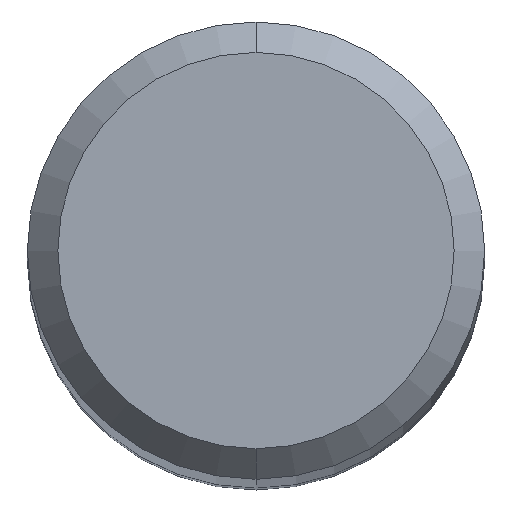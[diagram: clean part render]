
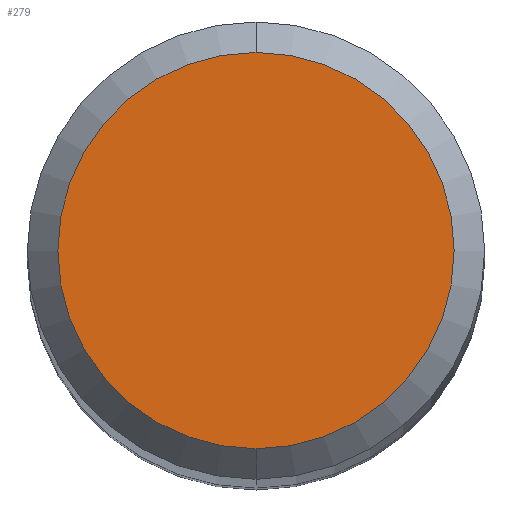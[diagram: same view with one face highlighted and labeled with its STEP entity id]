
A CAD part, top view. The second image highlights one B-rep face of the part: STEP entity #279.
In plain terms, the highlighted planar face has unit normal (0, 0, 1).
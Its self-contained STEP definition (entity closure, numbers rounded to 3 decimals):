
#167=VERTEX_POINT('',#442);
#169=VERTEX_POINT('',#444);
#239=EDGE_CURVE('',#167,#169,#519,.T.);
#251=EDGE_CURVE('',#169,#167,#532,.T.);
#279=ADVANCED_FACE('',(#563),#564,.T.);
#442=CARTESIAN_POINT('',(0.0,2.6,0.0));
#444=CARTESIAN_POINT('',(0.,-2.6,0.0));
#519=CIRCLE('',#927,2.6);
#532=CIRCLE('',#943,2.6);
#563=FACE_OUTER_BOUND('',#992,.T.);
#564=PLANE('',#993);
#927=AXIS2_PLACEMENT_3D('',#1396,#1397,#1398);
#943=AXIS2_PLACEMENT_3D('',#1408,#1409,#1410);
#992=EDGE_LOOP('',(#1441,#1442));
#993=AXIS2_PLACEMENT_3D('',#1443,#1444,#1445);
#1396=CARTESIAN_POINT('',(0.0,0.0,0.0));
#1397=DIRECTION('',(0.0,0.0,-1.0));
#1398=DIRECTION('',(0.0,1.0,0.0));
#1408=CARTESIAN_POINT('',(0.0,0.0,0.0));
#1409=DIRECTION('',(0.0,0.0,-1.0));
#1410=DIRECTION('',(0.0,1.0,0.0));
#1441=ORIENTED_EDGE('',*,*,#239,.F.);
#1442=ORIENTED_EDGE('',*,*,#251,.F.);
#1443=CARTESIAN_POINT('',(0.0,1.3,0.0));
#1444=DIRECTION('',(-0.0,0.0,1.0));
#1445=DIRECTION('',(0.0,-1.0,0.0));
